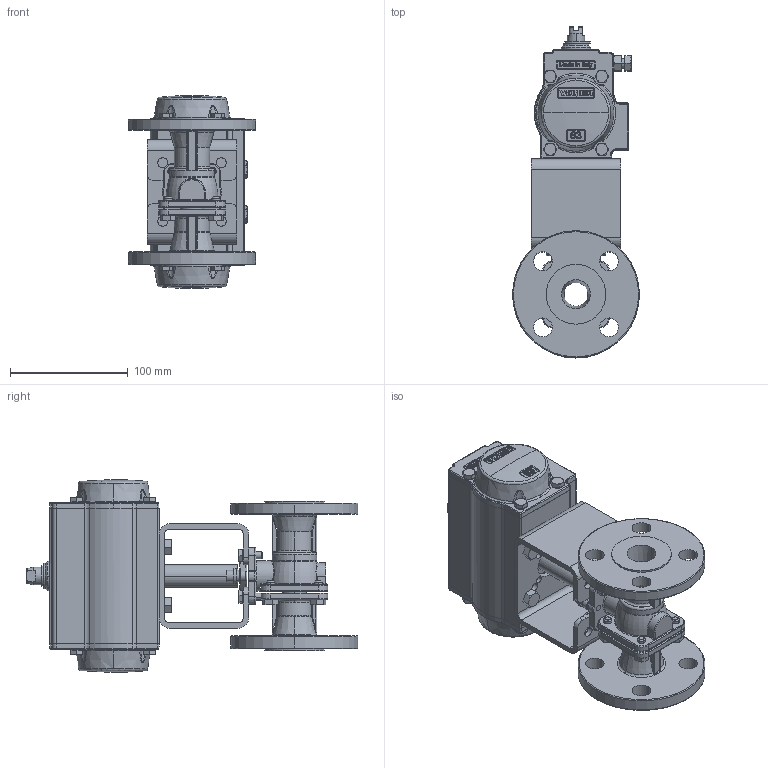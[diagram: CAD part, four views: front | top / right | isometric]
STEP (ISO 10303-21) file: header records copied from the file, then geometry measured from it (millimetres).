
FILE_DESCRIPTION (( 'STEP AP203' ), '1' );
FILE_NAME ('5801R-100_UT-1.STEP', '2017-11-29T15:18:02', ( '' ), ( '' ), 'SwSTEP 2.0', 'SolidWorks 2014', '' );
FILE_SCHEMA (( 'CONFIG_CONTROL_DESIGN' ));
Products named in the file (1): 5801R-100_UT-1
Bounding box: 107.95 x 282.04 x 163.98 mm (x, y, z)
Surface area: 191535.2 mm2 (no closed solid volume)
Topology: 0 solids, 37 shells, 1463 faces, 4602 edges, 3059 vertices
Faces by surface type: plane 490, cylinder 327, bspline 327, cone 212, torus 75, sphere 32
Entity records: 73433 total; most frequent: CARTESIAN_POINT 36565, ORIENTED_EDGE 7668, DIRECTION 6697, EDGE_CURVE 4591, VERTEX_POINT 3059, AXIS2_PLACEMENT_3D 2486, VECTOR 1725, LINE 1725
